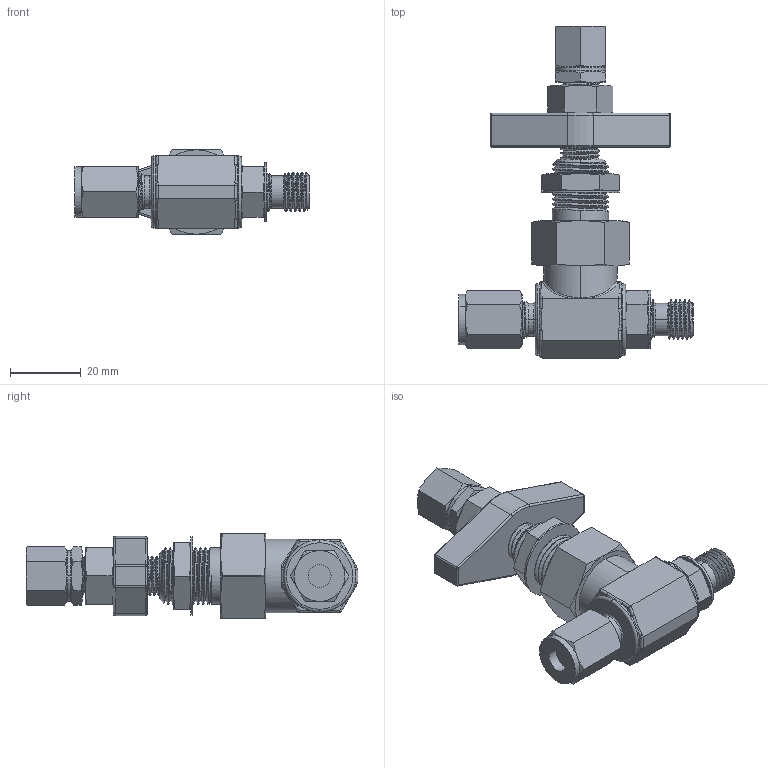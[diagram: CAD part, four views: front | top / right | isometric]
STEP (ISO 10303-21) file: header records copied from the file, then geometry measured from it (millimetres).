
FILE_DESCRIPTION (( 'STEP AP214' ), '1' );
FILE_NAME ('980-B-1-SS.STEP', '2018-01-31T16:07:10', ( '' ), ( '' ), 'SwSTEP 2.0', 'SolidWorks 2018', '' );
FILE_SCHEMA (( 'AUTOMOTIVE_DESIGN' ));
Length unit declared in the file: inch
Products named in the file (1): 980-B-1-SS
Bounding box: 66.01 x 93.6 x 23.81 mm (x, y, z)
Volume: 39799.8 mm3; surface area: 17153 mm2
Topology: 4 solids, 4 shells, 550 faces, 1369 edges, 807 vertices
Faces by surface type: cylinder 190, cone 127, plane 105, bspline 80, torus 40, sphere 8
Entity records: 39902 total; most frequent: CARTESIAN_POINT 25934, ORIENTED_EDGE 2666, DIRECTION 2085, EDGE_CURVE 1333, AXIS2_PLACEMENT_3D 873, VERTEX_POINT 807, EDGE_LOOP 570, FACE_OUTER_BOUND 550
